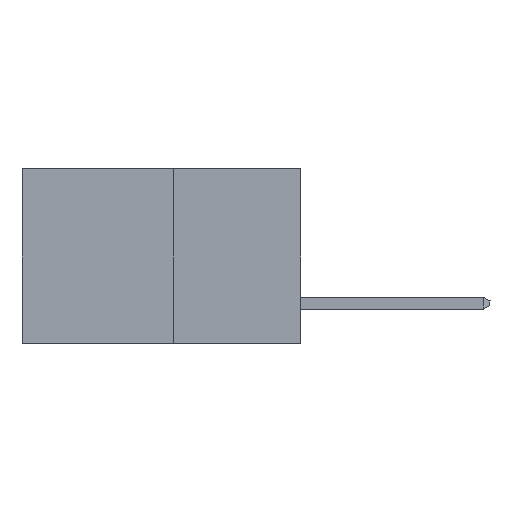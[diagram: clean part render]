
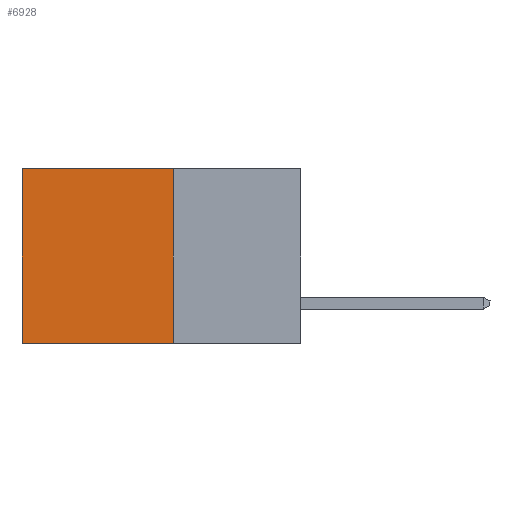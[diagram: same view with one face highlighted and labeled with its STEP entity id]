
A CAD part, left-side view. The second image highlights one B-rep face of the part: STEP entity #6928.
In plain terms, the highlighted planar face has unit normal (-1, 0, 0).
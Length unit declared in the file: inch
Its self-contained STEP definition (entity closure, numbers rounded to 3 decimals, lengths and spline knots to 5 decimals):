
#156 = DIRECTION ( 'NONE',  ( 1., 0., 0. ) ) ;
#345 = DIRECTION ( 'NONE',  ( 0., 0., -1. ) ) ;
#365 = CARTESIAN_POINT ( 'NONE',  ( 0.277, 0.59, -0.37 ) ) ;
#611 = DIRECTION ( 'NONE',  ( 0., 1., 0. ) ) ;
#968 = ORIENTED_EDGE ( 'NONE', *, *, #4887, .T. ) ;
#1121 = DIRECTION ( 'NONE',  ( 0., 0., -1. ) ) ;
#1283 = LINE ( 'NONE', #3953, #2751 ) ;
#1590 = FACE_OUTER_BOUND ( 'NONE', #4679, .T. ) ;
#2751 = VECTOR ( 'NONE', #2873, 39.37008 ) ;
#2873 = DIRECTION ( 'NONE',  ( 0., 1., 0. ) ) ;
#3036 = VECTOR ( 'NONE', #611, 39.37008 ) ;
#3061 = LINE ( 'NONE', #365, #8355 ) ;
#3451 = CARTESIAN_POINT ( 'NONE',  ( 0.277, 0.59, 0. ) ) ;
#3548 = EDGE_CURVE ( 'NONE', #4700, #5109, #3061, .T. ) ;
#3576 = VERTEX_POINT ( 'NONE', #4389 ) ;
#3613 = CARTESIAN_POINT ( 'NONE',  ( 0.277, 0.27, -0.37 ) ) ;
#3654 = VECTOR ( 'NONE', #345, 39.37008 ) ;
#3953 = CARTESIAN_POINT ( 'NONE',  ( 0.277, 0.27, -0.37 ) ) ;
#4389 = CARTESIAN_POINT ( 'NONE',  ( 0.277, 0.27, 0. ) ) ;
#4679 = EDGE_LOOP ( 'NONE', ( #5511, #6005, #4958, #968 ) ) ;
#4700 = VERTEX_POINT ( 'NONE', #3451 ) ;
#4887 = EDGE_CURVE ( 'NONE', #3576, #4700, #6761, .T. ) ;
#4958 = ORIENTED_EDGE ( 'NONE', *, *, #6763, .F. ) ;
#5063 = CARTESIAN_POINT ( 'NONE',  ( 0.277, 0.27, -0.37 ) ) ;
#5109 = VERTEX_POINT ( 'NONE', #5335 ) ;
#5241 = DIRECTION ( 'NONE',  ( 0., 0., -1. ) ) ;
#5331 = LINE ( 'NONE', #3613, #3654 ) ;
#5335 = CARTESIAN_POINT ( 'NONE',  ( 0.277, 0.59, -0.37 ) ) ;
#5511 = ORIENTED_EDGE ( 'NONE', *, *, #3548, .T. ) ;
#5785 = EDGE_CURVE ( 'NONE', #7139, #5109, #1283, .T. ) ;
#5877 = PLANE ( 'NONE',  #7038 ) ;
#6005 = ORIENTED_EDGE ( 'NONE', *, *, #5785, .F. ) ;
#6761 = LINE ( 'NONE', #6826, #3036 ) ;
#6763 = EDGE_CURVE ( 'NONE', #3576, #7139, #5331, .T. ) ;
#6826 = CARTESIAN_POINT ( 'NONE',  ( 0.277, 0.27, 0. ) ) ;
#6928 = ADVANCED_FACE ( 'NONE', ( #1590 ), #5877, .F. ) ;
#7038 = AXIS2_PLACEMENT_3D ( 'NONE', #5063, #156, #5241 ) ;
#7086 = CARTESIAN_POINT ( 'NONE',  ( 0.277, 0.27, -0.37 ) ) ;
#7139 = VERTEX_POINT ( 'NONE', #7086 ) ;
#8355 = VECTOR ( 'NONE', #1121, 39.37008 ) ;
